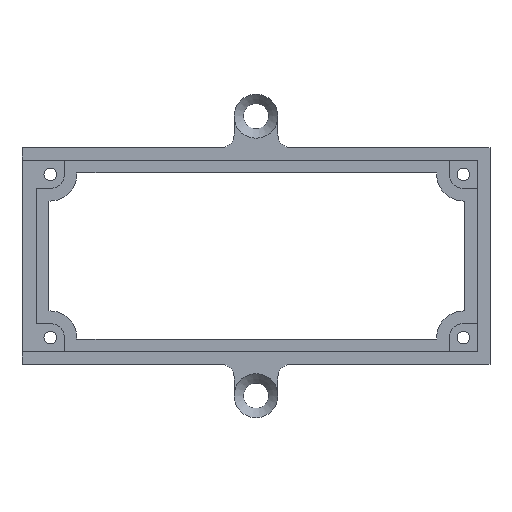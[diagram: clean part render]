
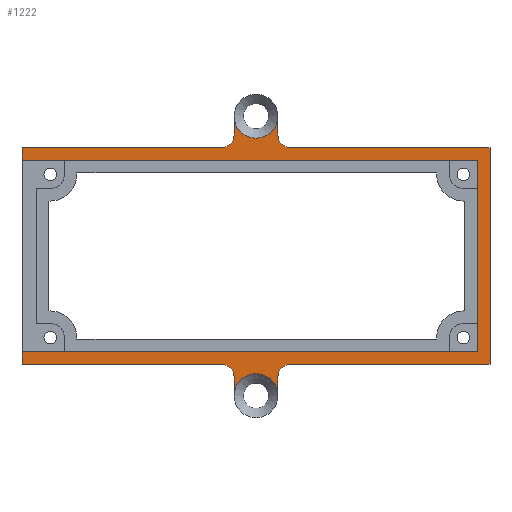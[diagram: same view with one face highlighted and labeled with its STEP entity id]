
A CAD part, top view. The second image highlights one B-rep face of the part: STEP entity #1222.
In plain terms, the highlighted planar face has unit normal (0, 0, 1).
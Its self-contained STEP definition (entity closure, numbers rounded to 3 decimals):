
#38=CIRCLE('',#1292,2.);
#39=CIRCLE('',#1295,2.);
#42=CIRCLE('',#1300,2.);
#43=CIRCLE('',#1303,2.);
#55=CIRCLE('',#1321,3.5);
#57=CIRCLE('',#1325,3.5);
#124=FACE_OUTER_BOUND('',#186,.T.);
#186=EDGE_LOOP('',(#931,#932,#933,#934,#935,#936,#937,#938,#939,#940,#941,
#942,#943,#944,#945,#946,#947,#948,#949,#950));
#230=LINE('',#1725,#366);
#234=LINE('',#1732,#370);
#279=LINE('',#1843,#415);
#282=LINE('',#1855,#418);
#289=LINE('',#1873,#425);
#292=LINE('',#1885,#428);
#303=LINE('',#1935,#439);
#304=LINE('',#1936,#440);
#305=LINE('',#1938,#441);
#306=LINE('',#1940,#442);
#307=LINE('',#1941,#443);
#308=LINE('',#1942,#444);
#309=LINE('',#1944,#445);
#310=LINE('',#1945,#446);
#366=VECTOR('',#1376,10.);
#370=VECTOR('',#1380,10.);
#415=VECTOR('',#1481,10.);
#418=VECTOR('',#1492,10.);
#425=VECTOR('',#1507,10.);
#428=VECTOR('',#1518,10.);
#439=VECTOR('',#1579,10.);
#440=VECTOR('',#1580,10.);
#441=VECTOR('',#1581,10.);
#442=VECTOR('',#1582,10.);
#443=VECTOR('',#1583,10.);
#444=VECTOR('',#1584,10.);
#445=VECTOR('',#1585,10.);
#446=VECTOR('',#1586,10.);
#499=VERTEX_POINT('',#1717);
#502=VERTEX_POINT('',#1722);
#503=VERTEX_POINT('',#1724);
#506=VERTEX_POINT('',#1730);
#541=VERTEX_POINT('',#1833);
#542=VERTEX_POINT('',#1835);
#544=VERTEX_POINT('',#1841);
#545=VERTEX_POINT('',#1845);
#546=VERTEX_POINT('',#1846);
#549=VERTEX_POINT('',#1854);
#553=VERTEX_POINT('',#1863);
#554=VERTEX_POINT('',#1865);
#556=VERTEX_POINT('',#1871);
#557=VERTEX_POINT('',#1875);
#558=VERTEX_POINT('',#1876);
#561=VERTEX_POINT('',#1884);
#575=VERTEX_POINT('',#1934);
#576=VERTEX_POINT('',#1937);
#577=VERTEX_POINT('',#1939);
#578=VERTEX_POINT('',#1943);
#618=EDGE_CURVE('',#503,#502,#230,.T.);
#622=EDGE_CURVE('',#499,#506,#234,.T.);
#673=EDGE_CURVE('',#541,#542,#38,.T.);
#677=EDGE_CURVE('',#541,#544,#279,.T.);
#678=EDGE_CURVE('',#545,#546,#39,.T.);
#682=EDGE_CURVE('',#549,#546,#282,.T.);
#687=EDGE_CURVE('',#553,#554,#42,.T.);
#691=EDGE_CURVE('',#553,#556,#289,.T.);
#692=EDGE_CURVE('',#557,#558,#43,.T.);
#696=EDGE_CURVE('',#561,#558,#292,.T.);
#714=EDGE_CURVE('',#544,#549,#55,.T.);
#717=EDGE_CURVE('',#556,#561,#57,.T.);
#723=EDGE_CURVE('',#575,#499,#303,.T.);
#724=EDGE_CURVE('',#506,#554,#304,.T.);
#725=EDGE_CURVE('',#557,#576,#305,.T.);
#726=EDGE_CURVE('',#576,#577,#306,.T.);
#727=EDGE_CURVE('',#577,#542,#307,.T.);
#728=EDGE_CURVE('',#545,#503,#308,.T.);
#729=EDGE_CURVE('',#502,#578,#309,.T.);
#730=EDGE_CURVE('',#578,#575,#310,.T.);
#931=ORIENTED_EDGE('',*,*,#723,.T.);
#932=ORIENTED_EDGE('',*,*,#622,.T.);
#933=ORIENTED_EDGE('',*,*,#724,.T.);
#934=ORIENTED_EDGE('',*,*,#687,.F.);
#935=ORIENTED_EDGE('',*,*,#691,.T.);
#936=ORIENTED_EDGE('',*,*,#717,.T.);
#937=ORIENTED_EDGE('',*,*,#696,.T.);
#938=ORIENTED_EDGE('',*,*,#692,.F.);
#939=ORIENTED_EDGE('',*,*,#725,.T.);
#940=ORIENTED_EDGE('',*,*,#726,.T.);
#941=ORIENTED_EDGE('',*,*,#727,.T.);
#942=ORIENTED_EDGE('',*,*,#673,.F.);
#943=ORIENTED_EDGE('',*,*,#677,.T.);
#944=ORIENTED_EDGE('',*,*,#714,.T.);
#945=ORIENTED_EDGE('',*,*,#682,.T.);
#946=ORIENTED_EDGE('',*,*,#678,.F.);
#947=ORIENTED_EDGE('',*,*,#728,.T.);
#948=ORIENTED_EDGE('',*,*,#618,.T.);
#949=ORIENTED_EDGE('',*,*,#729,.T.);
#950=ORIENTED_EDGE('',*,*,#730,.T.);
#1166=PLANE('',#1330);
#1222=ADVANCED_FACE('',(#124),#1166,.T.);
#1292=AXIS2_PLACEMENT_3D('',#1836,#1474,#1475);
#1295=AXIS2_PLACEMENT_3D('',#1847,#1484,#1485);
#1300=AXIS2_PLACEMENT_3D('',#1866,#1500,#1501);
#1303=AXIS2_PLACEMENT_3D('',#1877,#1510,#1511);
#1321=AXIS2_PLACEMENT_3D('',#1918,#1556,#1557);
#1325=AXIS2_PLACEMENT_3D('',#1924,#1565,#1566);
#1330=AXIS2_PLACEMENT_3D('',#1933,#1577,#1578);
#1376=DIRECTION('',(0.,-1.,0.));
#1380=DIRECTION('',(0.,-1.,0.));
#1474=DIRECTION('center_axis',(0.,0.,1.));
#1475=DIRECTION('ref_axis',(-0.707,-0.707,0.));
#1481=DIRECTION('',(0.,1.,0.));
#1484=DIRECTION('center_axis',(0.,0.,1.));
#1485=DIRECTION('ref_axis',(0.707,-0.707,0.));
#1492=DIRECTION('',(0.,-1.,0.));
#1500=DIRECTION('center_axis',(0.,0.,1.));
#1501=DIRECTION('ref_axis',(0.707,0.707,0.));
#1507=DIRECTION('',(0.,-1.,0.));
#1510=DIRECTION('center_axis',(0.,0.,1.));
#1511=DIRECTION('ref_axis',(-0.707,0.707,0.));
#1518=DIRECTION('',(0.,1.,0.));
#1556=DIRECTION('center_axis',(0.,0.,-1.));
#1557=DIRECTION('ref_axis',(1.,0.,0.));
#1565=DIRECTION('center_axis',(0.,0.,-1.));
#1566=DIRECTION('ref_axis',(1.,0.,0.));
#1577=DIRECTION('center_axis',(0.,0.,1.));
#1578=DIRECTION('ref_axis',(1.,0.,0.));
#1579=DIRECTION('',(-1.,0.,0.));
#1580=DIRECTION('',(1.,0.,0.));
#1581=DIRECTION('',(1.,0.,0.));
#1582=DIRECTION('',(0.,1.,0.));
#1583=DIRECTION('',(-1.,0.,0.));
#1584=DIRECTION('',(-1.,0.,0.));
#1585=DIRECTION('',(1.,0.,0.));
#1586=DIRECTION('',(0.,-1.,0.));
#1717=CARTESIAN_POINT('',(-52.71,-5.691,5.));
#1722=CARTESIAN_POINT('',(-52.71,24.809,5.));
#1724=CARTESIAN_POINT('',(-52.71,26.809,5.));
#1725=CARTESIAN_POINT('',(-52.71,26.809,5.));
#1730=CARTESIAN_POINT('',(-52.71,-7.691,5.));
#1732=CARTESIAN_POINT('',(-52.71,26.809,5.));
#1833=CARTESIAN_POINT('',(-11.96,28.809,5.));
#1835=CARTESIAN_POINT('',(-9.96,26.809,5.));
#1836=CARTESIAN_POINT('Origin',(-9.96,28.809,5.));
#1841=CARTESIAN_POINT('',(-11.96,31.809,5.));
#1843=CARTESIAN_POINT('',(-11.96,31.809,5.));
#1845=CARTESIAN_POINT('',(-20.96,26.809,5.));
#1846=CARTESIAN_POINT('',(-18.96,28.809,5.));
#1847=CARTESIAN_POINT('Origin',(-20.96,28.809,5.));
#1854=CARTESIAN_POINT('',(-18.96,31.809,5.));
#1855=CARTESIAN_POINT('',(-18.96,31.809,5.));
#1863=CARTESIAN_POINT('',(-18.96,-9.691,5.));
#1865=CARTESIAN_POINT('',(-20.96,-7.691,5.));
#1866=CARTESIAN_POINT('Origin',(-20.96,-9.691,5.));
#1871=CARTESIAN_POINT('',(-18.96,-12.691,5.));
#1873=CARTESIAN_POINT('',(-18.96,-12.691,5.));
#1875=CARTESIAN_POINT('',(-9.96,-7.691,5.));
#1876=CARTESIAN_POINT('',(-11.96,-9.691,5.));
#1877=CARTESIAN_POINT('Origin',(-9.96,-9.691,5.));
#1884=CARTESIAN_POINT('',(-11.96,-12.691,5.));
#1885=CARTESIAN_POINT('',(-11.96,-12.691,5.));
#1918=CARTESIAN_POINT('Origin',(-15.46,31.809,5.));
#1924=CARTESIAN_POINT('Origin',(-15.46,-12.691,5.));
#1933=CARTESIAN_POINT('Origin',(-15.46,9.559,5.));
#1934=CARTESIAN_POINT('',(19.79,-5.691,5.));
#1935=CARTESIAN_POINT('',(19.79,-5.691,5.));
#1936=CARTESIAN_POINT('',(-52.71,-7.691,5.));
#1937=CARTESIAN_POINT('',(21.79,-7.691,5.));
#1938=CARTESIAN_POINT('',(-52.71,-7.691,5.));
#1939=CARTESIAN_POINT('',(21.79,26.809,5.));
#1940=CARTESIAN_POINT('',(21.79,-7.691,5.));
#1941=CARTESIAN_POINT('',(21.79,26.809,5.));
#1942=CARTESIAN_POINT('',(21.79,26.809,5.));
#1943=CARTESIAN_POINT('',(19.79,24.809,5.));
#1944=CARTESIAN_POINT('',(-34.085,24.809,5.));
#1945=CARTESIAN_POINT('',(19.79,24.809,5.));
